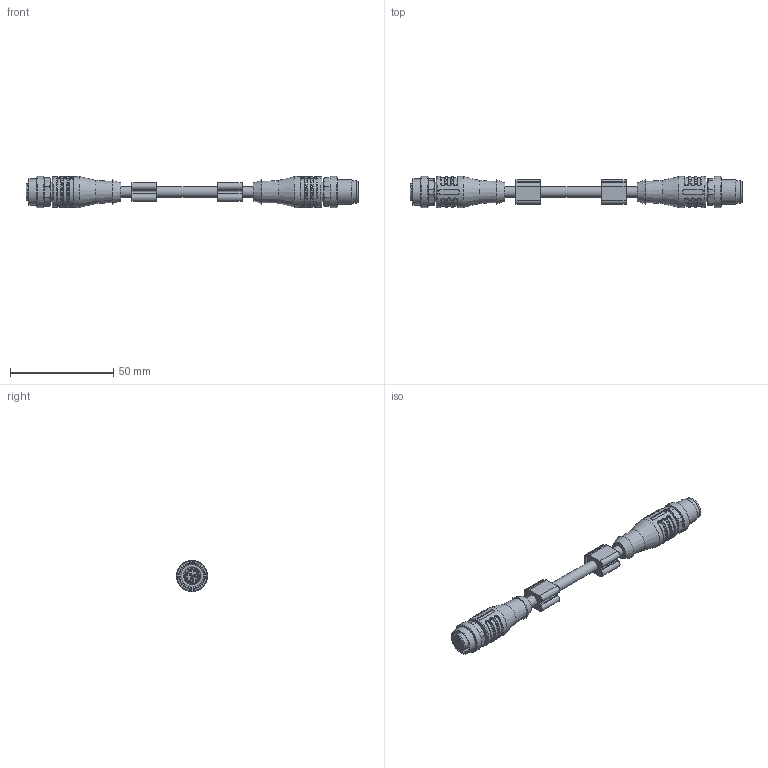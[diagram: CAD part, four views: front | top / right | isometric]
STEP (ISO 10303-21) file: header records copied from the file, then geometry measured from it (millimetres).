
FILE_DESCRIPTION(/* description */ (''),/* implementation_level */ '2;1');
FILE_NAME(/* name */ 'AL-WAKS12_AL-WASS12.stp',/* time_stamp */ '2015-09-14T17:24:30+02:00',/* author */ ('ESCHA Bauelemente GmbH'),/* organization */ ('ESCHA Bauelemente GmbH'),/* preprocessor_version */ 'ST-DEVELOPER v14',/* originating_system */ 'SIEMENS PLM Software NX 8.0',/* authorisation */ '');
FILE_SCHEMA (('AP203_CONFIGURATION_CONTROLLED_3D_DESIGN_OF_MECHANICAL_PARTS_AND_ASSEMBLIES_MIM_LF { 1 0 10303 403 2 1 2}'));
Length unit declared in the file: millimetre
Products named in the file (1): AL-WAKS12_AL-WASS12_stp
Bounding box: 160.4 x 15 x 15 mm (x, y, z)
Volume: 14788 mm3; surface area: 8108.9 mm2
Topology: 1 solids, 1 shells, 824 faces, 2093 edges, 1354 vertices
Faces by surface type: plane 285, extrusion 232, cylinder 144, bspline 108, cone 37, sphere 12, torus 6
Full cylindrical faces by diameter (mm): 0.6 x12, 0.7 x12, 5.2 x3, 8.3 x1, 9.3 x2, 10.5 x1, 10.8 x1, 10.95 x1, 12 x1, 12.3 x1, 12.8 x1, 15 x4
Entity records: 28336 total; most frequent: CARTESIAN_POINT 11390, ORIENTED_EDGE 3908, DIRECTION 2494, EDGE_CURVE 1954, VERTEX_POINT 1303, VECTOR 1008, EDGE_LOOP 1001, B_SPLINE_CURVE_WITH_KNOTS 862
